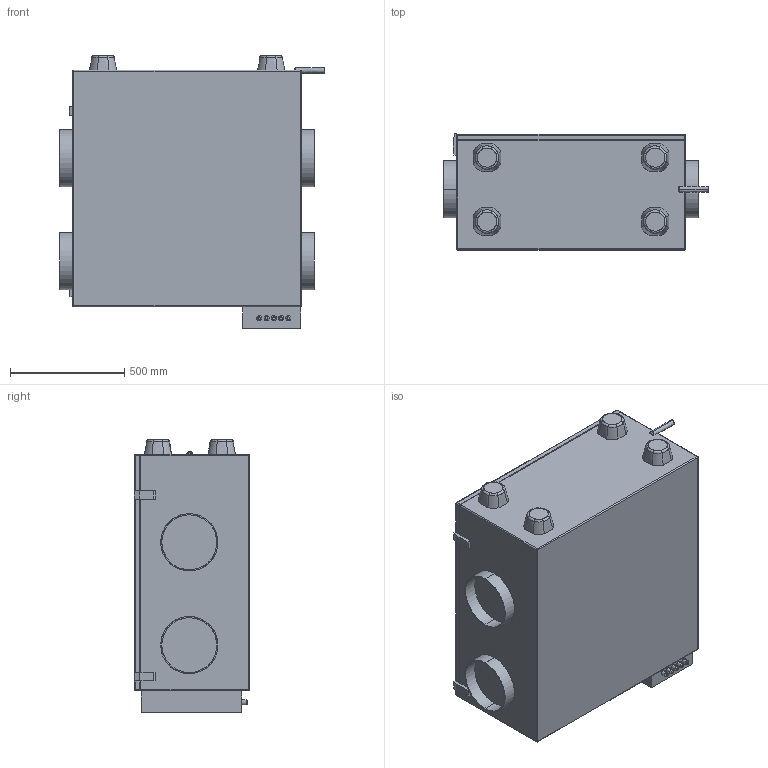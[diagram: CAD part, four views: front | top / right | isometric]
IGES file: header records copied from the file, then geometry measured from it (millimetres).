
Start section: SolidWorks IGES file using analytic representation for surfaces
Global section: file name: WR 600.IGS; native system: SolidWorks 2012; preprocessor: SolidWorks 2012; author: CADnetwork; date: 170214.100026; units: millimetre
Bounding box: 1158.5 x 506.25 x 1195 mm (x, y, z)
Surface area: 4770414.7 mm2 (no closed solid volume)
Topology: 0 solids, 0 shells, 189 faces, 3041 edges, 3033 vertices
Faces by surface type: bspline 136, revolution 53
